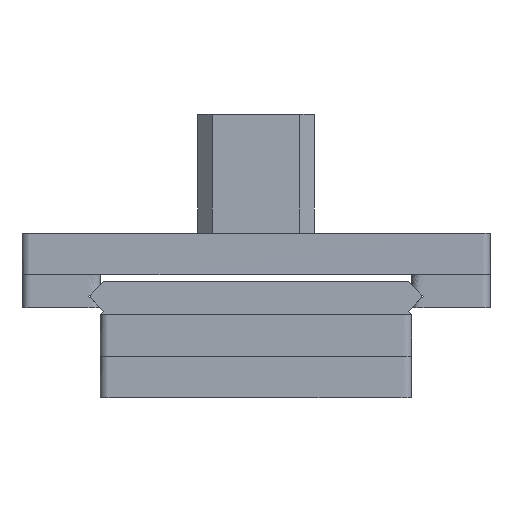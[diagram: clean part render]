
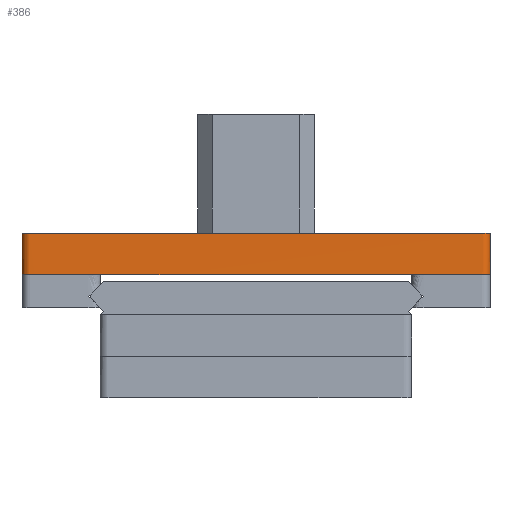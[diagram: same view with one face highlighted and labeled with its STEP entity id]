
A CAD part, front view. The second image highlights one B-rep face of the part: STEP entity #386.
In plain terms, the highlighted free-form (B-spline) face has degree [2, 1] with [9, 2] control points.
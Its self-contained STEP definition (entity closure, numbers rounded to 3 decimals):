
#386=ADVANCED_FACE('',(#889),#5591,.T.);
#889=FACE_OUTER_BOUND('',#1387,.T.);
#1387=EDGE_LOOP('',(#2973,#2974,#2975,#2976));
#2973=ORIENTED_EDGE('',*,*,#3846,.F.);
#2974=ORIENTED_EDGE('',*,*,#3844,.T.);
#2975=ORIENTED_EDGE('',*,*,#3887,.F.);
#2976=ORIENTED_EDGE('',*,*,#3886,.F.);
#3844=EDGE_CURVE('',#5257,#5256,#4690,.T.);
#3846=EDGE_CURVE('',#5257,#5284,#4692,.T.);
#3886=EDGE_CURVE('',#5284,#5285,#4720,.T.);
#3887=EDGE_CURVE('',#5285,#5256,#4721,.T.);
#4690=(
BOUNDED_CURVE()
B_SPLINE_CURVE(1,(#17020,#17021),.UNSPECIFIED.,.F.,.F.)
B_SPLINE_CURVE_WITH_KNOTS((2,2),(0.,15.),.UNSPECIFIED.)
CURVE()
GEOMETRIC_REPRESENTATION_ITEM()
RATIONAL_B_SPLINE_CURVE((1.,1.))
REPRESENTATION_ITEM('')
);
#4692=(
BOUNDED_CURVE()
B_SPLINE_CURVE(2,(#17031,#17032,#17033,#17034,#17035,#17036,#17037,#17038,
#17039),.UNSPECIFIED.,.F.,.F.)
B_SPLINE_CURVE_WITH_KNOTS((3,2,2,2,3),(-533.45,-528.737,
-365.437,-360.725,-266.725),.UNSPECIFIED.)
CURVE()
GEOMETRIC_REPRESENTATION_ITEM()
RATIONAL_B_SPLINE_CURVE((1.,0.707,1.,1.,1.,0.707,
1.,1.,1.))
REPRESENTATION_ITEM('')
);
#4720=(
BOUNDED_CURVE()
B_SPLINE_CURVE(1,(#17208,#17209),.UNSPECIFIED.,.F.,.F.)
B_SPLINE_CURVE_WITH_KNOTS((2,2),(0.,15.),.UNSPECIFIED.)
CURVE()
GEOMETRIC_REPRESENTATION_ITEM()
RATIONAL_B_SPLINE_CURVE((1.,1.))
REPRESENTATION_ITEM('')
);
#4721=(
BOUNDED_CURVE()
B_SPLINE_CURVE(2,(#17210,#17211,#17212,#17213,#17214,#17215,#17216,#17217,
#17218),.UNSPECIFIED.,.F.,.F.)
B_SPLINE_CURVE_WITH_KNOTS((3,2,2,2,3),(266.725,360.725,
365.437,528.737,533.45),.UNSPECIFIED.)
CURVE()
GEOMETRIC_REPRESENTATION_ITEM()
RATIONAL_B_SPLINE_CURVE((1.,1.,1.,0.707,1.,1.,1.,0.707,
1.))
REPRESENTATION_ITEM('')
);
#5256=VERTEX_POINT('',#16972);
#5257=VERTEX_POINT('',#16973);
#5284=VERTEX_POINT('',#17000);
#5285=VERTEX_POINT('',#17001);
#5591=(
BOUNDED_SURFACE()
B_SPLINE_SURFACE(2,1,((#16679,#16680),(#16681,#16682),(#16683,#16684),(#16685,
#16686),(#16687,#16688),(#16689,#16690),(#16691,#16692),(#16693,#16694),
(#16695,#16696)),.UNSPECIFIED.,.F.,.F.,.F.)
B_SPLINE_SURFACE_WITH_KNOTS((3,2,2,2,3),(2,2),(266.725,360.725,
365.437,528.737,533.45),(0.,15.),
 .UNSPECIFIED.)
GEOMETRIC_REPRESENTATION_ITEM()
RATIONAL_B_SPLINE_SURFACE(((1.,1.),(1.,1.),(1.,1.),(0.707,0.707),
(1.,1.),(1.,1.),(1.,1.),(0.707,0.707),(1.,1.)))
REPRESENTATION_ITEM('')
SURFACE()
);
#16679=CARTESIAN_POINT('',(265.35,468.,44.5));
#16680=CARTESIAN_POINT('',(265.35,468.,59.5));
#16681=CARTESIAN_POINT('',(265.35,421.,44.5));
#16682=CARTESIAN_POINT('',(265.35,421.,59.5));
#16683=CARTESIAN_POINT('',(265.35,374.,44.5));
#16684=CARTESIAN_POINT('',(265.35,374.,59.5));
#16685=CARTESIAN_POINT('',(265.35,371.,44.5));
#16686=CARTESIAN_POINT('',(265.35,371.,59.5));
#16687=CARTESIAN_POINT('',(268.35,371.,44.5));
#16688=CARTESIAN_POINT('',(268.35,371.,59.5));
#16689=CARTESIAN_POINT('',(350.,371.,44.5));
#16690=CARTESIAN_POINT('',(350.,371.,59.5));
#16691=CARTESIAN_POINT('',(431.65,371.,44.5));
#16692=CARTESIAN_POINT('',(431.65,371.,59.5));
#16693=CARTESIAN_POINT('',(434.65,371.,44.5));
#16694=CARTESIAN_POINT('',(434.65,371.,59.5));
#16695=CARTESIAN_POINT('',(434.65,374.,44.5));
#16696=CARTESIAN_POINT('',(434.65,374.,59.5));
#16972=CARTESIAN_POINT('',(434.65,374.,59.5));
#16973=CARTESIAN_POINT('',(434.65,374.,44.5));
#17000=CARTESIAN_POINT('',(265.35,468.,44.5));
#17001=CARTESIAN_POINT('',(265.35,468.,59.5));
#17020=CARTESIAN_POINT('',(434.65,374.,44.5));
#17021=CARTESIAN_POINT('',(434.65,374.,59.5));
#17031=CARTESIAN_POINT('',(434.65,374.,44.5));
#17032=CARTESIAN_POINT('',(434.65,371.,44.5));
#17033=CARTESIAN_POINT('',(431.65,371.,44.5));
#17034=CARTESIAN_POINT('',(350.,371.,44.5));
#17035=CARTESIAN_POINT('',(268.35,371.,44.5));
#17036=CARTESIAN_POINT('',(265.35,371.,44.5));
#17037=CARTESIAN_POINT('',(265.35,374.,44.5));
#17038=CARTESIAN_POINT('',(265.35,421.,44.5));
#17039=CARTESIAN_POINT('',(265.35,468.,44.5));
#17208=CARTESIAN_POINT('',(265.35,468.,44.5));
#17209=CARTESIAN_POINT('',(265.35,468.,59.5));
#17210=CARTESIAN_POINT('',(265.35,468.,59.5));
#17211=CARTESIAN_POINT('',(265.35,421.,59.5));
#17212=CARTESIAN_POINT('',(265.35,374.,59.5));
#17213=CARTESIAN_POINT('',(265.35,371.,59.5));
#17214=CARTESIAN_POINT('',(268.35,371.,59.5));
#17215=CARTESIAN_POINT('',(350.,371.,59.5));
#17216=CARTESIAN_POINT('',(431.65,371.,59.5));
#17217=CARTESIAN_POINT('',(434.65,371.,59.5));
#17218=CARTESIAN_POINT('',(434.65,374.,59.5));
